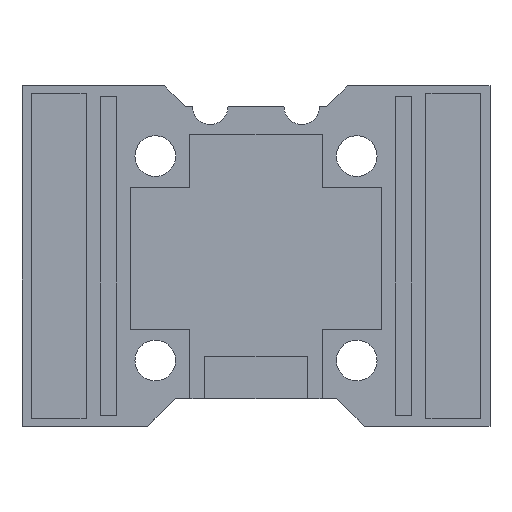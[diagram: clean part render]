
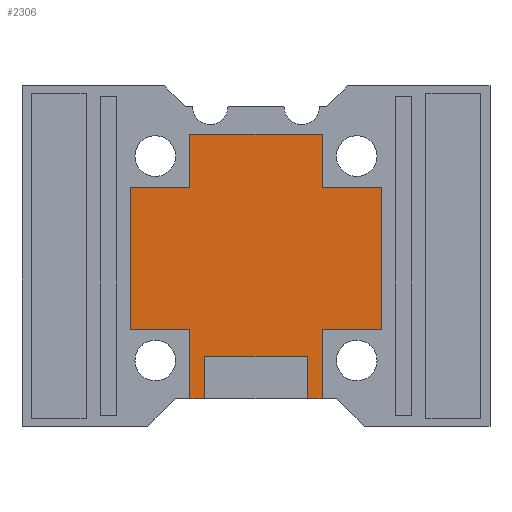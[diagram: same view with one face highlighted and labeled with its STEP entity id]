
A CAD part, top view. The second image highlights one B-rep face of the part: STEP entity #2306.
In plain terms, the highlighted planar face has unit normal (0, 0, 1).
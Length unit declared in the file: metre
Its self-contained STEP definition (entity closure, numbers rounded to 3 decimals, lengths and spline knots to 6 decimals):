
#190=ORIENTED_EDGE('',*,*,#847,.F.);
#191=ORIENTED_EDGE('',*,*,#848,.T.);
#192=ORIENTED_EDGE('',*,*,#849,.F.);
#193=ORIENTED_EDGE('',*,*,#850,.F.);
#194=ORIENTED_EDGE('',*,*,#851,.F.);
#195=ORIENTED_EDGE('',*,*,#852,.F.);
#196=ORIENTED_EDGE('',*,*,#853,.T.);
#197=ORIENTED_EDGE('',*,*,#854,.F.);
#198=ORIENTED_EDGE('',*,*,#855,.F.);
#199=ORIENTED_EDGE('',*,*,#856,.F.);
#200=ORIENTED_EDGE('',*,*,#857,.F.);
#201=ORIENTED_EDGE('',*,*,#858,.T.);
#202=ORIENTED_EDGE('',*,*,#859,.F.);
#203=ORIENTED_EDGE('',*,*,#860,.T.);
#204=ORIENTED_EDGE('',*,*,#861,.T.);
#205=ORIENTED_EDGE('',*,*,#862,.T.);
#847=EDGE_CURVE('',#1172,#1173,#1391,.T.);
#848=EDGE_CURVE('',#1172,#1174,#1392,.T.);
#849=EDGE_CURVE('',#1175,#1174,#1393,.T.);
#850=EDGE_CURVE('',#1176,#1175,#1394,.T.);
#851=EDGE_CURVE('',#1177,#1176,#1395,.T.);
#852=EDGE_CURVE('',#1178,#1177,#1396,.T.);
#853=EDGE_CURVE('',#1178,#1179,#1397,.T.);
#854=EDGE_CURVE('',#1180,#1179,#1398,.T.);
#855=EDGE_CURVE('',#1181,#1180,#1399,.T.);
#856=EDGE_CURVE('',#1182,#1181,#1400,.T.);
#857=EDGE_CURVE('',#1183,#1182,#1401,.T.);
#858=EDGE_CURVE('',#1183,#1184,#1402,.T.);
#859=EDGE_CURVE('',#1185,#1184,#1403,.T.);
#860=EDGE_CURVE('',#1185,#1186,#1404,.T.);
#861=EDGE_CURVE('',#1186,#1187,#1405,.T.);
#862=EDGE_CURVE('',#1187,#1173,#1406,.T.);
#1172=VERTEX_POINT('',#3455);
#1173=VERTEX_POINT('',#3456);
#1174=VERTEX_POINT('',#3458);
#1175=VERTEX_POINT('',#3460);
#1176=VERTEX_POINT('',#3462);
#1177=VERTEX_POINT('',#3464);
#1178=VERTEX_POINT('',#3466);
#1179=VERTEX_POINT('',#3468);
#1180=VERTEX_POINT('',#3470);
#1181=VERTEX_POINT('',#3472);
#1182=VERTEX_POINT('',#3474);
#1183=VERTEX_POINT('',#3476);
#1184=VERTEX_POINT('',#3478);
#1185=VERTEX_POINT('',#3480);
#1186=VERTEX_POINT('',#3482);
#1187=VERTEX_POINT('',#3484);
#1391=LINE('',#3454,#1711);
#1392=LINE('',#3457,#1712);
#1393=LINE('',#3459,#1713);
#1394=LINE('',#3461,#1714);
#1395=LINE('',#3463,#1715);
#1396=LINE('',#3465,#1716);
#1397=LINE('',#3467,#1717);
#1398=LINE('',#3469,#1718);
#1399=LINE('',#3471,#1719);
#1400=LINE('',#3473,#1720);
#1401=LINE('',#3475,#1721);
#1402=LINE('',#3477,#1722);
#1403=LINE('',#3479,#1723);
#1404=LINE('',#3481,#1724);
#1405=LINE('',#3483,#1725);
#1406=LINE('',#3485,#1726);
#1711=VECTOR('',#2741,1.);
#1712=VECTOR('',#2742,1.);
#1713=VECTOR('',#2743,1.);
#1714=VECTOR('',#2744,1.);
#1715=VECTOR('',#2745,1.);
#1716=VECTOR('',#2746,1.);
#1717=VECTOR('',#2747,1.);
#1718=VECTOR('',#2748,1.);
#1719=VECTOR('',#2749,1.);
#1720=VECTOR('',#2750,1.);
#1721=VECTOR('',#2751,1.);
#1722=VECTOR('',#2752,1.);
#1723=VECTOR('',#2753,1.);
#1724=VECTOR('',#2754,1.);
#1725=VECTOR('',#2755,1.);
#1726=VECTOR('',#2756,1.);
#1918=EDGE_LOOP('',(#190,#191,#192,#193,#194,#195,#196,#197,#198,#199,#200,
#201,#202,#203,#204,#205));
#2062=FACE_BOUND('',#1918,.T.);
#2189=PLANE('',#2454);
#2306=ADVANCED_FACE('',(#2062),#2189,.T.);
#2454=AXIS2_PLACEMENT_3D('',#3453,#2739,#2740);
#2739=DIRECTION('',(0.,0.,1.));
#2740=DIRECTION('',(1.,0.,0.));
#2741=DIRECTION('',(-1.,0.,0.));
#2742=DIRECTION('',(0.,1.,0.));
#2743=DIRECTION('',(-1.,0.,0.));
#2744=DIRECTION('',(0.,1.,0.));
#2745=DIRECTION('',(-1.,0.,0.));
#2746=DIRECTION('',(0.,-1.,0.));
#2747=DIRECTION('',(1.,0.,0.));
#2748=DIRECTION('',(0.,-1.,0.));
#2749=DIRECTION('',(1.,0.,0.));
#2750=DIRECTION('',(0.,-1.,0.));
#2751=DIRECTION('',(1.,0.,0.));
#2752=DIRECTION('',(0.,-1.,0.));
#2753=DIRECTION('',(1.,0.,0.));
#2754=DIRECTION('',(0.,-1.,0.));
#2755=DIRECTION('',(1.,0.,0.));
#2756=DIRECTION('',(0.,-1.,0.));
#3453=CARTESIAN_POINT('',(0.023,0.01672,0.00237));
#3454=CARTESIAN_POINT('',(0.019025,0.0027,0.00237));
#3455=CARTESIAN_POINT('',(0.01795,0.0027,0.00237));
#3456=CARTESIAN_POINT('',(0.0165,0.0027,0.00237));
#3457=CARTESIAN_POINT('',(0.01795,0.00475,0.00237));
#3458=CARTESIAN_POINT('',(0.01795,0.0068,0.00237));
#3459=CARTESIAN_POINT('',(0.023,0.0068,0.00237));
#3460=CARTESIAN_POINT('',(0.02805,0.0068,0.00237));
#3461=CARTESIAN_POINT('',(0.02805,0.00475,0.00237));
#3462=CARTESIAN_POINT('',(0.02805,0.0027,0.00237));
#3463=CARTESIAN_POINT('',(0.019025,0.0027,0.00237));
#3464=CARTESIAN_POINT('',(0.0295,0.0027,0.00237));
#3465=CARTESIAN_POINT('',(0.0295,0.00612,0.00237));
#3466=CARTESIAN_POINT('',(0.0295,0.00954,0.00237));
#3467=CARTESIAN_POINT('',(0.0324,0.00954,0.00237));
#3468=CARTESIAN_POINT('',(0.0353,0.00954,0.00237));
#3469=CARTESIAN_POINT('',(0.0353,0.01649,0.00237));
#3470=CARTESIAN_POINT('',(0.0353,0.02344,0.00237));
#3471=CARTESIAN_POINT('',(0.0324,0.02344,0.00237));
#3472=CARTESIAN_POINT('',(0.0295,0.02344,0.00237));
#3473=CARTESIAN_POINT('',(0.0295,0.026065,0.00237));
#3474=CARTESIAN_POINT('',(0.0295,0.02869,0.00237));
#3475=CARTESIAN_POINT('',(0.023,0.02869,0.00237));
#3476=CARTESIAN_POINT('',(0.0165,0.02869,0.00237));
#3477=CARTESIAN_POINT('',(0.0165,0.026065,0.00237));
#3478=CARTESIAN_POINT('',(0.0165,0.02344,0.00237));
#3479=CARTESIAN_POINT('',(0.0136,0.02344,0.00237));
#3480=CARTESIAN_POINT('',(0.0107,0.02344,0.00237));
#3481=CARTESIAN_POINT('',(0.0107,0.01649,0.00237));
#3482=CARTESIAN_POINT('',(0.0107,0.00954,0.00237));
#3483=CARTESIAN_POINT('',(0.0136,0.00954,0.00237));
#3484=CARTESIAN_POINT('',(0.0165,0.00954,0.00237));
#3485=CARTESIAN_POINT('',(0.0165,0.00612,0.00237));
